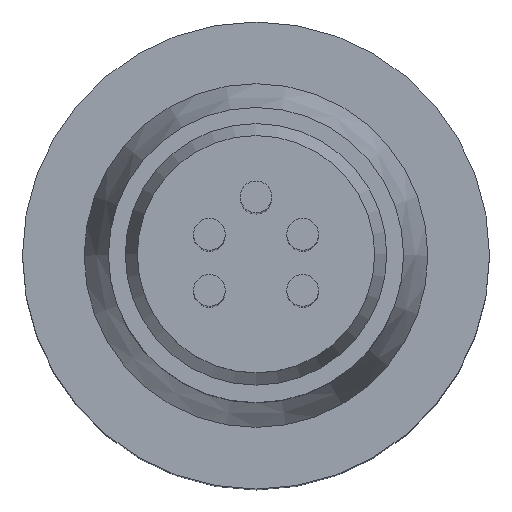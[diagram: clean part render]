
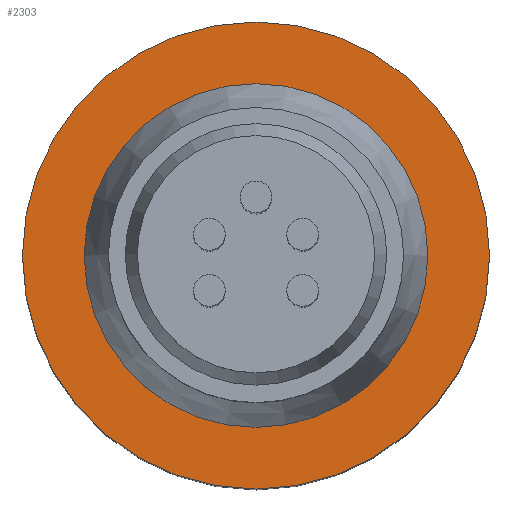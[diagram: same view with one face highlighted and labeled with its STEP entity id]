
A CAD part, top view. The second image highlights one B-rep face of the part: STEP entity #2303.
In plain terms, the highlighted planar face has unit normal (0, 0, 1).
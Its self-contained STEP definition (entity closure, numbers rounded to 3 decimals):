
#55=CIRCLE($,#2406,9.2);
#61=CIRCLE($,#2423,12.5);
#103=FACE_BOUND($,#461,.T.);
#104=FACE_BOUND($,#462,.T.);
#171=PLANE($,#2424);
#461=EDGE_LOOP($,(#2016));
#462=EDGE_LOOP($,(#2017));
#1114=VERTEX_POINT($,#4029);
#1120=VERTEX_POINT($,#4052);
#1414=EDGE_CURVE($,#1114,#1114,#55,.T.);
#1420=EDGE_CURVE($,#1120,#1120,#61,.T.);
#2016=ORIENTED_EDGE($,*,*,#1414,.T.);
#2017=ORIENTED_EDGE($,*,*,#1420,.F.);
#2303=ADVANCED_FACE($,(#103,#104),#171,.F.);
#2406=AXIS2_PLACEMENT_3D($,#4030,#2803,#2804);
#2423=AXIS2_PLACEMENT_3D($,#4053,#2837,#2838);
#2424=AXIS2_PLACEMENT_3D($,#4054,#2839,#2840);
#2803=DIRECTION('center_axis',(0.,0.,-1.));
#2804=DIRECTION('ref_axis',(1.,0.,0.));
#2837=DIRECTION('center_axis',(0.,0.,-1.));
#2838=DIRECTION('ref_axis',(-1.,0.,0.));
#2839=DIRECTION('center_axis',(0.,0.,-1.));
#2840=DIRECTION('ref_axis',(-1.,0.,0.));
#4029=CARTESIAN_POINT('',(-9.2,0.,28.));
#4030=CARTESIAN_POINT('Origin',(0.,0.,28.));
#4052=CARTESIAN_POINT('',(12.5,0.,28.));
#4053=CARTESIAN_POINT('Origin',(0.,0.,28.));
#4054=CARTESIAN_POINT('Origin',(0.,0.,28.));
